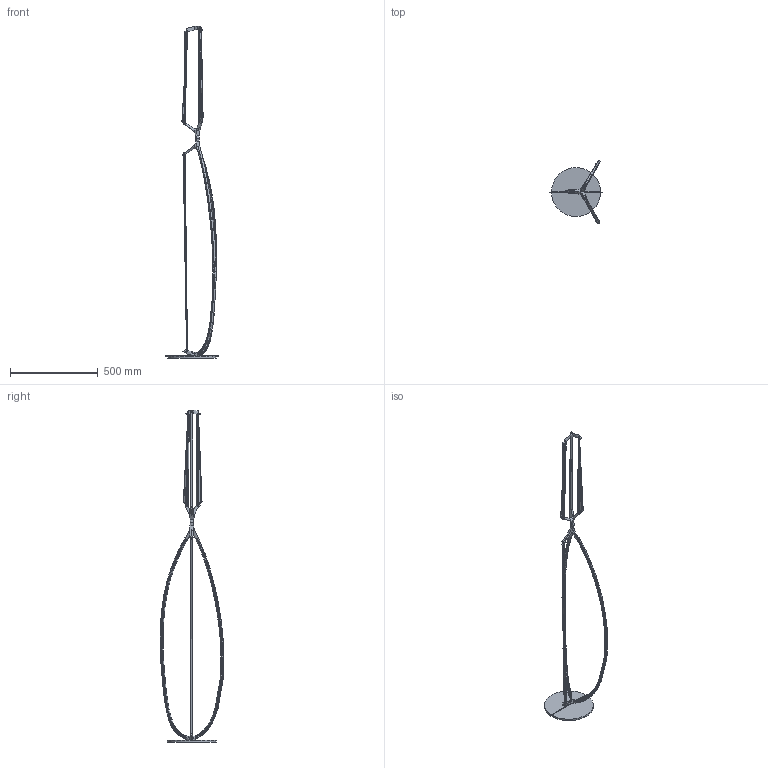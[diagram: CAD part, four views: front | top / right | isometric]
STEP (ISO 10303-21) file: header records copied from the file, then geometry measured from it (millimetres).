
FILE_DESCRIPTION(/* description */ (''),/* implementation_level */ '2;1');
FILE_NAME(/* name */ 'terra',/* time_stamp */ '2019-09-03T11:43:01+02:00',/* author */ (''),/* organization */ (''),/* preprocessor_version */ 'ST-DEVELOPER v10',/* originating_system */ '',/* authorisation */ '');
FILE_SCHEMA (('AUTOMOTIVE_DESIGN'));
Products named in the file (1): 1
Bounding box: 300 x 364.13 x 1896.81 mm (x, y, z)
Volume: 2227016.6 mm3; surface area: 1191414 mm2
Topology: 15 solids, 18 shells, 8203 faces, 16827 edges, 8651 vertices
Faces by surface type: bspline 4895, plane 3308
Entity records: 449361 total; most frequent: CARTESIAN_POINT 348072, ORIENTED_EDGE 33613, EDGE_CURVE 16817, VERTEX_POINT 8639, EDGE_LOOP 8231, ADVANCED_FACE 8203, FACE_OUTER_BOUND 8203, B_SPLINE_CURVE_WITH_KNOTS 7157
